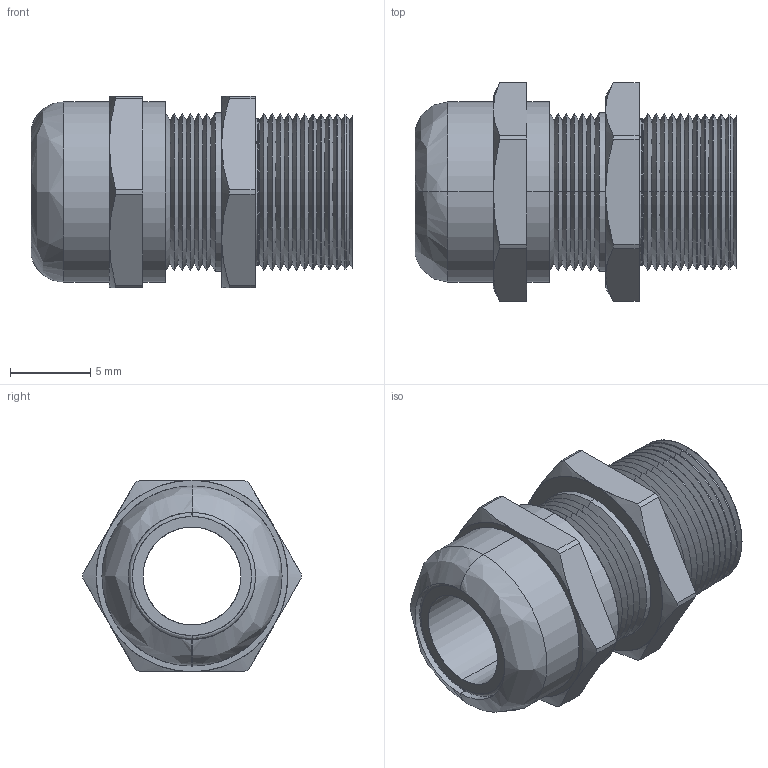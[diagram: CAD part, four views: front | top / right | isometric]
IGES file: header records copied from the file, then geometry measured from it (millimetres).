
Start section: SolidWorks IGES file using analytic representation for surfaces
Global section: file name: CD10MW-BR.IGS; native system: SolidWorks 2007; preprocessor: SolidWorks 2007; author: BAYSTATE-01; date: 080529.224745; units: inch
Bounding box: 20.07 x 13.61 x 11.94 mm (x, y, z)
Surface area: 1846.1 mm2 (no closed solid volume)
Topology: 0 solids, 0 shells, 155 faces, 1236 edges, 1236 vertices
Faces by surface type: revolution 126, bspline 29
